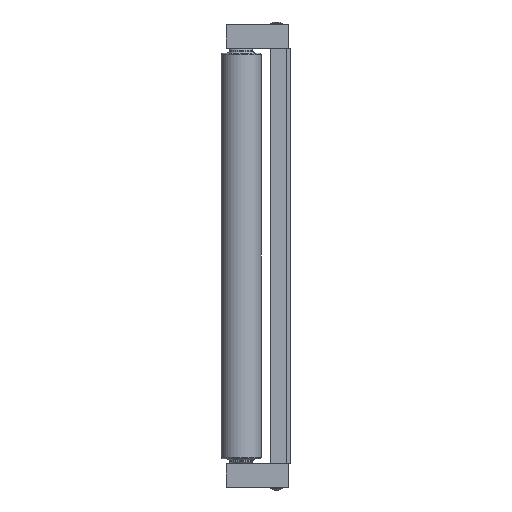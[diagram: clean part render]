
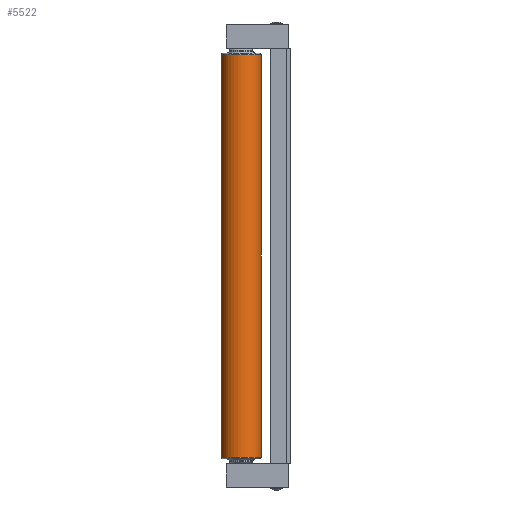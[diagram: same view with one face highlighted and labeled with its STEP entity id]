
A CAD part, left-side view. The second image highlights one B-rep face of the part: STEP entity #5522.
In plain terms, the highlighted cylindrical face has radius 24.13 mm (diameter 48.26 mm), a full revolution.
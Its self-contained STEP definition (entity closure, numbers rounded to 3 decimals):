
#52=CYLINDRICAL_SURFACE('',#5927,24.13);
#93=CIRCLE('',#5924,24.13);
#94=CIRCLE('',#5925,24.13);
#96=CIRCLE('',#5928,24.13);
#97=CIRCLE('',#5929,24.13);
#427=FACE_OUTER_BOUND('',#717,.T.);
#717=EDGE_LOOP('',(#4926,#4927,#4928,#4929,#4930,#4931));
#1438=LINE('',#8853,#2163);
#2163=VECTOR('',#7275,24.13);
#2662=VERTEX_POINT('',#8844);
#2663=VERTEX_POINT('',#8845);
#2664=VERTEX_POINT('',#8850);
#2665=VERTEX_POINT('',#8851);
#3419=EDGE_CURVE('',#2662,#2663,#93,.T.);
#3420=EDGE_CURVE('',#2663,#2662,#94,.T.);
#3422=EDGE_CURVE('',#2664,#2665,#96,.T.);
#3423=EDGE_CURVE('',#2664,#2662,#1438,.T.);
#3424=EDGE_CURVE('',#2665,#2664,#97,.T.);
#4926=ORIENTED_EDGE('',*,*,#3422,.F.);
#4927=ORIENTED_EDGE('',*,*,#3423,.T.);
#4928=ORIENTED_EDGE('',*,*,#3419,.T.);
#4929=ORIENTED_EDGE('',*,*,#3420,.T.);
#4930=ORIENTED_EDGE('',*,*,#3423,.F.);
#4931=ORIENTED_EDGE('',*,*,#3424,.F.);
#5522=ADVANCED_FACE('',(#427),#52,.T.);
#5924=AXIS2_PLACEMENT_3D('',#8846,#7265,#7266);
#5925=AXIS2_PLACEMENT_3D('',#8847,#7267,#7268);
#5927=AXIS2_PLACEMENT_3D('',#8849,#7271,#7272);
#5928=AXIS2_PLACEMENT_3D('',#8852,#7273,#7274);
#5929=AXIS2_PLACEMENT_3D('',#8854,#7276,#7277);
#7265=DIRECTION('center_axis',(1.,0.,0.));
#7266=DIRECTION('ref_axis',(0.,0.,-1.));
#7267=DIRECTION('center_axis',(1.,0.,0.));
#7268=DIRECTION('ref_axis',(0.,0.,-1.));
#7271=DIRECTION('center_axis',(1.,0.,0.));
#7272=DIRECTION('ref_axis',(0.,1.,0.));
#7273=DIRECTION('center_axis',(1.,0.,0.));
#7274=DIRECTION('ref_axis',(0.,0.,-1.));
#7275=DIRECTION('',(-1.,0.,0.));
#7276=DIRECTION('center_axis',(1.,0.,0.));
#7277=DIRECTION('ref_axis',(0.,0.,-1.));
#8844=CARTESIAN_POINT('',(-242.142,-24.13,0.));
#8845=CARTESIAN_POINT('',(-242.142,0.,24.13));
#8846=CARTESIAN_POINT('Origin',(-242.142,0.,0.));
#8847=CARTESIAN_POINT('Origin',(-242.142,0.,0.));
#8849=CARTESIAN_POINT('Origin',(0.,0.,0.));
#8850=CARTESIAN_POINT('',(242.142,-24.13,0.));
#8851=CARTESIAN_POINT('',(242.142,0.,24.13));
#8852=CARTESIAN_POINT('Origin',(242.142,0.,0.));
#8853=CARTESIAN_POINT('',(0.,-24.13,0.));
#8854=CARTESIAN_POINT('Origin',(242.142,0.,0.));
